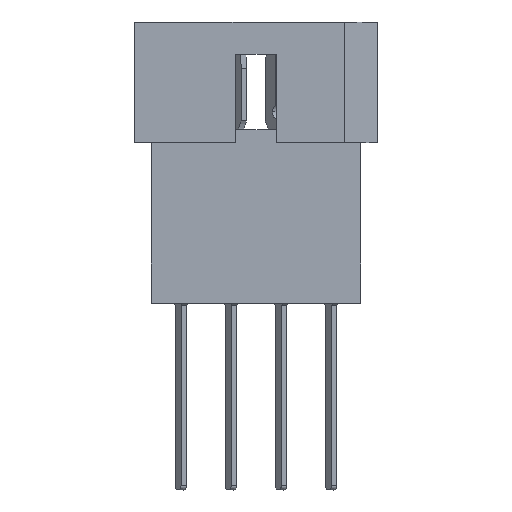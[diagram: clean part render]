
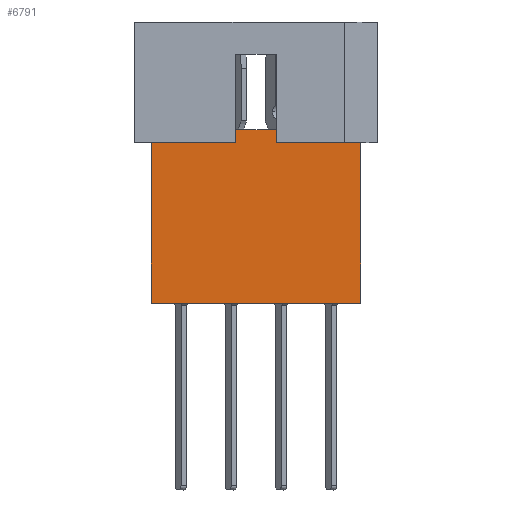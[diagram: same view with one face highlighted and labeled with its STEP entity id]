
A CAD part, top view. The second image highlights one B-rep face of the part: STEP entity #6791.
In plain terms, the highlighted planar face has unit normal (0, 0, 1).
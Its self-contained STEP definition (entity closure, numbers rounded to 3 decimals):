
#31 = VERTEX_POINT ( 'NONE', #1393 ) ;
#81 = LINE ( 'NONE', #268, #1593 ) ;
#114 = CARTESIAN_POINT ( 'NONE',  ( 4.343, 0., 2.54 ) ) ;
#268 = CARTESIAN_POINT ( 'NONE',  ( -2.324, -12.7, 2.54 ) ) ;
#300 = DIRECTION ( 'NONE',  ( 0., 1., 0. ) ) ;
#312 = DIRECTION ( 'NONE',  ( 1., 0., 0. ) ) ;
#314 = DIRECTION ( 'NONE',  ( 0., 1., 0. ) ) ;
#488 = VECTOR ( 'NONE', #6203, 1000. ) ;
#589 = CARTESIAN_POINT ( 'NONE',  ( -2.324, 0., 2.54 ) ) ;
#615 = EDGE_LOOP ( 'NONE', ( #5040, #779, #1317, #6093, #4416, #1865, #1301, #6934 ) ) ;
#706 = EDGE_CURVE ( 'NONE', #31, #1069, #6206, .T. ) ;
#730 = CARTESIAN_POINT ( 'NONE',  ( 7.544, 1.016, 2.54 ) ) ;
#779 = ORIENTED_EDGE ( 'NONE', *, *, #3974, .F. ) ;
#885 = CARTESIAN_POINT ( 'NONE',  ( 7.544, 6.985, 2.54 ) ) ;
#886 = VERTEX_POINT ( 'NONE', #2605 ) ;
#1069 = VERTEX_POINT ( 'NONE', #6449 ) ;
#1227 = CARTESIAN_POINT ( 'NONE',  ( 0., 1.016, 2.54 ) ) ;
#1301 = ORIENTED_EDGE ( 'NONE', *, *, #2166, .F. ) ;
#1317 = ORIENTED_EDGE ( 'NONE', *, *, #4626, .T. ) ;
#1393 = CARTESIAN_POINT ( 'NONE',  ( 14.211, -12.7, 2.54 ) ) ;
#1428 = VECTOR ( 'NONE', #300, 1000. ) ;
#1541 = VERTEX_POINT ( 'NONE', #2061 ) ;
#1565 = DIRECTION ( 'NONE',  ( 1., 0., 0. ) ) ;
#1593 = VECTOR ( 'NONE', #314, 1000. ) ;
#1865 = ORIENTED_EDGE ( 'NONE', *, *, #2987, .T. ) ;
#1883 = AXIS2_PLACEMENT_3D ( 'NONE', #7273, #2603, #3235 ) ;
#2061 = CARTESIAN_POINT ( 'NONE',  ( -2.324, -12.7, 2.54 ) ) ;
#2154 = VERTEX_POINT ( 'NONE', #589 ) ;
#2166 = EDGE_CURVE ( 'NONE', #886, #5452, #2982, .T. ) ;
#2305 = DIRECTION ( 'NONE',  ( 1., 0., 0. ) ) ;
#2429 = CARTESIAN_POINT ( 'NONE',  ( -2.324, -12.7, 2.54 ) ) ;
#2603 = DIRECTION ( 'NONE',  ( 0., 0., 1. ) ) ;
#2605 = CARTESIAN_POINT ( 'NONE',  ( 4.343, 1.016, 2.54 ) ) ;
#2746 = LINE ( 'NONE', #6655, #488 ) ;
#2758 = VERTEX_POINT ( 'NONE', #3441 ) ;
#2765 = LINE ( 'NONE', #3246, #6364 ) ;
#2982 = LINE ( 'NONE', #1227, #6826 ) ;
#2987 = EDGE_CURVE ( 'NONE', #2758, #5452, #4923, .T. ) ;
#3235 = DIRECTION ( 'NONE',  ( 1., 0., 0. ) ) ;
#3246 = CARTESIAN_POINT ( 'NONE',  ( -2.324, 0., 2.54 ) ) ;
#3379 = LINE ( 'NONE', #5495, #4795 ) ;
#3441 = CARTESIAN_POINT ( 'NONE',  ( 7.544, 0., 2.54 ) ) ;
#3515 = DIRECTION ( 'NONE',  ( 1., 0., 0. ) ) ;
#3974 = EDGE_CURVE ( 'NONE', #1541, #2154, #81, .T. ) ;
#4011 = EDGE_CURVE ( 'NONE', #2758, #1069, #2765, .T. ) ;
#4416 = ORIENTED_EDGE ( 'NONE', *, *, #4011, .F. ) ;
#4626 = EDGE_CURVE ( 'NONE', #1541, #31, #6880, .T. ) ;
#4669 = VECTOR ( 'NONE', #6878, 1000. ) ;
#4795 = VECTOR ( 'NONE', #312, 1000. ) ;
#4835 = EDGE_CURVE ( 'NONE', #2154, #5537, #3379, .T. ) ;
#4923 = LINE ( 'NONE', #885, #1428 ) ;
#5040 = ORIENTED_EDGE ( 'NONE', *, *, #4835, .F. ) ;
#5452 = VERTEX_POINT ( 'NONE', #730 ) ;
#5495 = CARTESIAN_POINT ( 'NONE',  ( -2.324, 0., 2.54 ) ) ;
#5537 = VERTEX_POINT ( 'NONE', #114 ) ;
#5794 = FACE_OUTER_BOUND ( 'NONE', #615, .T. ) ;
#5892 = VECTOR ( 'NONE', #3515, 1000. ) ;
#6042 = PLANE ( 'NONE',  #1883 ) ;
#6093 = ORIENTED_EDGE ( 'NONE', *, *, #706, .T. ) ;
#6203 = DIRECTION ( 'NONE',  ( 0., -1., 0. ) ) ;
#6206 = LINE ( 'NONE', #6222, #4669 ) ;
#6222 = CARTESIAN_POINT ( 'NONE',  ( 14.211, -12.7, 2.54 ) ) ;
#6364 = VECTOR ( 'NONE', #1565, 1000. ) ;
#6449 = CARTESIAN_POINT ( 'NONE',  ( 14.211, 0., 2.54 ) ) ;
#6655 = CARTESIAN_POINT ( 'NONE',  ( 4.343, 6.985, 2.54 ) ) ;
#6791 = ADVANCED_FACE ( 'NONE', ( #5794 ), #6042, .T. ) ;
#6826 = VECTOR ( 'NONE', #2305, 1000. ) ;
#6873 = EDGE_CURVE ( 'NONE', #886, #5537, #2746, .T. ) ;
#6878 = DIRECTION ( 'NONE',  ( 0., 1., 0. ) ) ;
#6880 = LINE ( 'NONE', #2429, #5892 ) ;
#6934 = ORIENTED_EDGE ( 'NONE', *, *, #6873, .T. ) ;
#7273 = CARTESIAN_POINT ( 'NONE',  ( -2.324, -12.7, 2.54 ) ) ;
